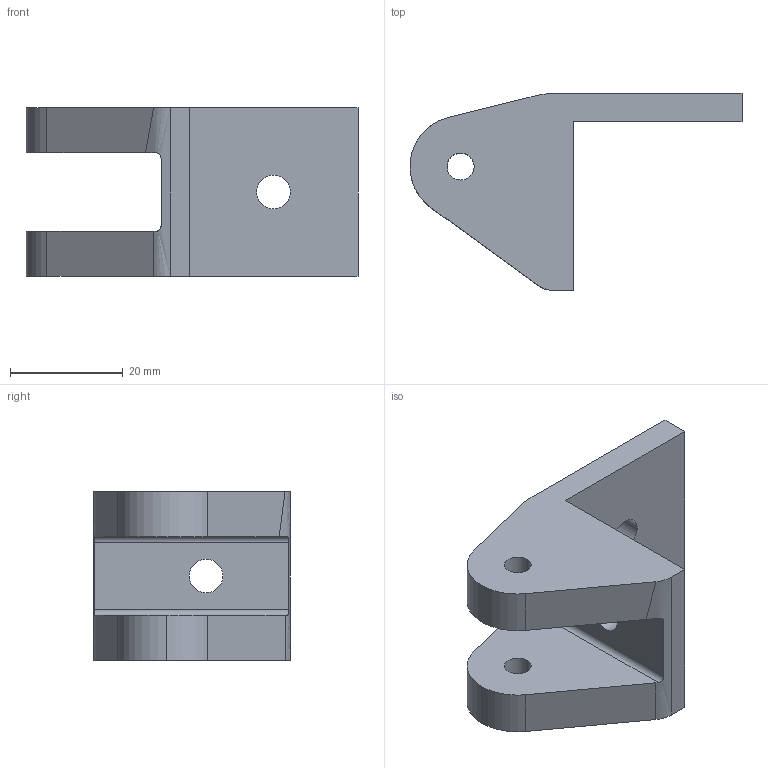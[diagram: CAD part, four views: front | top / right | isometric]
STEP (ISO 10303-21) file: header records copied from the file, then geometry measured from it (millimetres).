
FILE_DESCRIPTION (( 'USING AP203' ), '1' );
FILE_NAME ('y-idler-holder.STEP', '2024-07-05T14:43:46', ( '' ), ( '' ), '', '', '' );
FILE_SCHEMA (( 'CONFIG_CONTROL_DESIGN' ));
Length unit declared in the file: millimetre
Products named in the file (1): y-idler-holder
Bounding box: 59 x 35 x 30 mm (x, y, z)
Volume: 17932.6 mm3; surface area: 7695.6 mm2
Topology: 1 solids, 1 shells, 29 faces, 81 edges, 54 vertices
Faces by surface type: plane 14, cylinder 13, bspline 2
Entity records: 1123 total; most frequent: CARTESIAN_POINT 306, ORIENTED_EDGE 162, DIRECTION 139, EDGE_CURVE 81, VERTEX_POINT 54, AXIS2_PLACEMENT_3D 50, VECTOR 39, LINE 39
